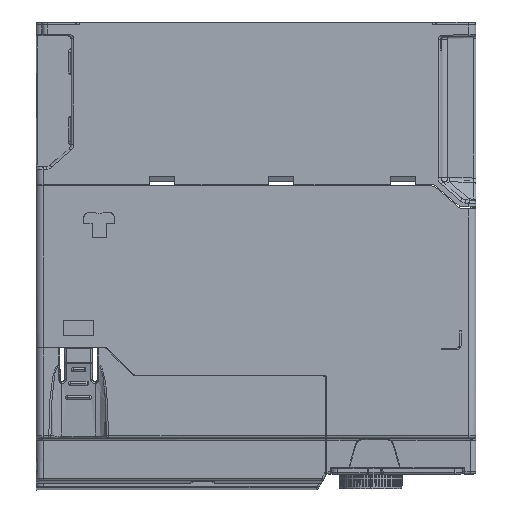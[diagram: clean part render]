
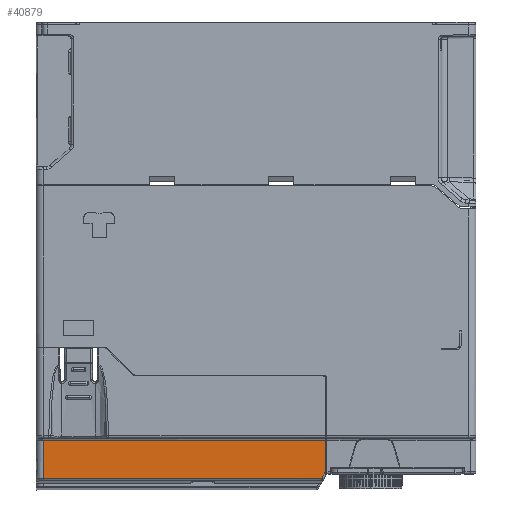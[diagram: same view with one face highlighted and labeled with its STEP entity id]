
A CAD part, left-side view. The second image highlights one B-rep face of the part: STEP entity #40879.
In plain terms, the highlighted face is planar.
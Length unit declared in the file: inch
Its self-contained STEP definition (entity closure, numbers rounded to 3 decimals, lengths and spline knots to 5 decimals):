
#818 = ORIENTED_EDGE ( 'NONE', *, *, #119170, .F. ) ;
#3713 = VERTEX_POINT ( 'NONE', #135455 ) ;
#6481 = DIRECTION ( 'NONE',  ( -0.035, -0.999, 0. ) ) ;
#8395 = VECTOR ( 'NONE', #143122, 39.37008 ) ;
#14937 = VECTOR ( 'NONE', #79375, 39.37008 ) ;
#19451 = CARTESIAN_POINT ( 'NONE',  ( -0.96251, 6.4122, -0.09843 ) ) ;
#23181 = EDGE_CURVE ( 'NONE', #120236, #129047, #106143, .T. ) ;
#26828 = VECTOR ( 'NONE', #33328, 39.37008 ) ;
#31505 = CARTESIAN_POINT ( 'NONE',  ( -0.96467, 6.35038, 0.13685 ) ) ;
#33328 = DIRECTION ( 'NONE',  ( 0., 0., -1. ) ) ;
#34775 = EDGE_CURVE ( 'NONE', #41424, #3713, #145675, .T. ) ;
#40879 = ADVANCED_FACE ( 'NONE', ( #58194 ), #124624, .F. ) ;
#41424 = VERTEX_POINT ( 'NONE', #129511 ) ;
#49736 = CARTESIAN_POINT ( 'NONE',  ( -0.96191, 6.42946, -4.00129 ) ) ;
#55204 = VERTEX_POINT ( 'NONE', #112750 ) ;
#58194 = FACE_OUTER_BOUND ( 'NONE', #118472, .T. ) ;
#65225 = DIRECTION ( 'NONE',  ( 0.03, 0.866, 0.5 ) ) ;
#69824 = LINE ( 'NONE', #106148, #111289 ) ;
#79020 = LINE ( 'NONE', #49736, #161293 ) ;
#79375 = DIRECTION ( 'NONE',  ( -0.035, -0.999, 0. ) ) ;
#81413 = EDGE_CURVE ( 'NONE', #3713, #55204, #79020, .T. ) ;
#85383 = AXIS2_PLACEMENT_3D ( 'NONE', #31505, #101936, #6481 ) ;
#87625 = CARTESIAN_POINT ( 'NONE',  ( -0.9812, 5.87684, 0.13685 ) ) ;
#93586 = ORIENTED_EDGE ( 'NONE', *, *, #127721, .F. ) ;
#93924 = ORIENTED_EDGE ( 'NONE', *, *, #34775, .F. ) ;
#95715 = CARTESIAN_POINT ( 'NONE',  ( -1.1499, 1.04596, -0.09843 ) ) ;
#98959 = CARTESIAN_POINT ( 'NONE',  ( -0.9812, 5.87684, -0.09843 ) ) ;
#101936 = DIRECTION ( 'NONE',  ( 0.999, -0.035, 0. ) ) ;
#106143 = LINE ( 'NONE', #95715, #14937 ) ;
#106148 = CARTESIAN_POINT ( 'NONE',  ( -0.96251, 6.4122, 0.13685 ) ) ;
#111289 = VECTOR ( 'NONE', #148346, 39.37008 ) ;
#112750 = CARTESIAN_POINT ( 'NONE',  ( -0.96251, 6.4122, -4.01125 ) ) ;
#116421 = ORIENTED_EDGE ( 'NONE', *, *, #81413, .F. ) ;
#118472 = EDGE_LOOP ( 'NONE', ( #818, #152825, #93586, #116421, #93924 ) ) ;
#119170 = EDGE_CURVE ( 'NONE', #129047, #41424, #139383, .T. ) ;
#120236 = VERTEX_POINT ( 'NONE', #19451 ) ;
#124624 = PLANE ( 'NONE',  #85383 ) ;
#127721 = EDGE_CURVE ( 'NONE', #55204, #120236, #69824, .T. ) ;
#129047 = VERTEX_POINT ( 'NONE', #98959 ) ;
#129511 = CARTESIAN_POINT ( 'NONE',  ( -0.9812, 5.87684, -4.06771 ) ) ;
#135455 = CARTESIAN_POINT ( 'NONE',  ( -0.96583, 6.31708, -4.06617 ) ) ;
#139383 = LINE ( 'NONE', #87625, #26828 ) ;
#143122 = DIRECTION ( 'NONE',  ( 0.035, 0.999, 0.003 ) ) ;
#145675 = LINE ( 'NONE', #156104, #8395 ) ;
#148346 = DIRECTION ( 'NONE',  ( 0., 0., 1. ) ) ;
#152825 = ORIENTED_EDGE ( 'NONE', *, *, #23181, .F. ) ;
#156104 = CARTESIAN_POINT ( 'NONE',  ( -0.9812, 5.87684, -4.06771 ) ) ;
#161293 = VECTOR ( 'NONE', #65225, 39.37008 ) ;
